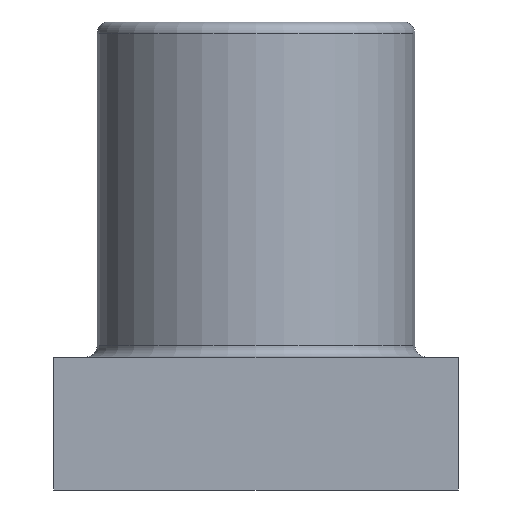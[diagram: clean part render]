
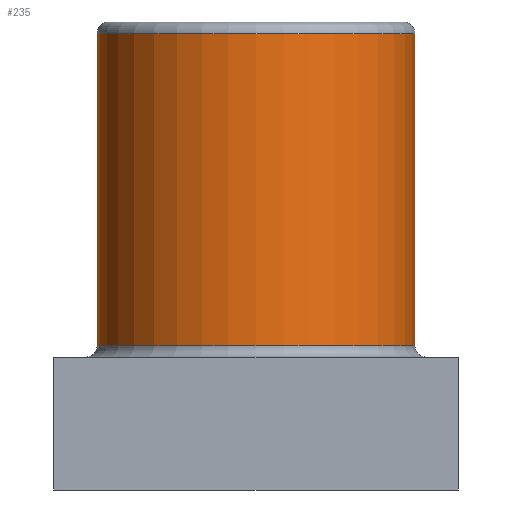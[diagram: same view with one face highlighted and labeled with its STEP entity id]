
A CAD part, front view. The second image highlights one B-rep face of the part: STEP entity #235.
In plain terms, the highlighted cylindrical face has radius 2.75 mm (diameter 5.5 mm), a full revolution.
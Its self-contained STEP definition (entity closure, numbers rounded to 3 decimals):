
#15=CYLINDRICAL_SURFACE('',#267,2.75);
#22=LINE('',#371,#47);
#47=VECTOR('',#303,2.);
#82=FACE_OUTER_BOUND('',#98,.T.);
#98=EDGE_LOOP('',(#178,#179,#180,#181));
#114=CIRCLE('',#265,2.75);
#115=CIRCLE('',#268,2.75);
#119=VERTEX_POINT('',#356);
#124=VERTEX_POINT('',#369);
#140=EDGE_CURVE('',#119,#119,#114,.T.);
#145=EDGE_CURVE('',#124,#124,#115,.T.);
#146=EDGE_CURVE('',#124,#119,#22,.T.);
#178=ORIENTED_EDGE('',*,*,#145,.F.);
#179=ORIENTED_EDGE('',*,*,#146,.T.);
#180=ORIENTED_EDGE('',*,*,#140,.F.);
#181=ORIENTED_EDGE('',*,*,#146,.F.);
#235=ADVANCED_FACE('',(#82),#15,.T.);
#265=AXIS2_PLACEMENT_3D('',#358,#291,#292);
#267=AXIS2_PLACEMENT_3D('',#368,#299,#300);
#268=AXIS2_PLACEMENT_3D('',#370,#301,#302);
#291=DIRECTION('center_axis',(0.,0.,-1.));
#292=DIRECTION('ref_axis',(1.,0.,0.));
#299=DIRECTION('center_axis',(0.,0.,1.));
#300=DIRECTION('ref_axis',(1.,0.,0.));
#301=DIRECTION('center_axis',(0.,0.,1.));
#302=DIRECTION('ref_axis',(1.,0.,0.));
#303=DIRECTION('',(0.,0.,-1.));
#356=CARTESIAN_POINT('',(-2.75,0.,8.4));
#358=CARTESIAN_POINT('Origin',(0.,0.,8.4));
#368=CARTESIAN_POINT('Origin',(0.,0.,4.4));
#369=CARTESIAN_POINT('',(-2.75,0.,13.8));
#370=CARTESIAN_POINT('Origin',(0.,0.,13.8));
#371=CARTESIAN_POINT('',(-2.75,0.,4.4));
